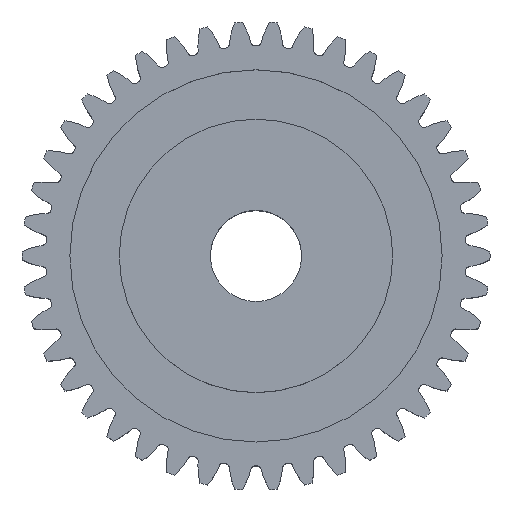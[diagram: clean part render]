
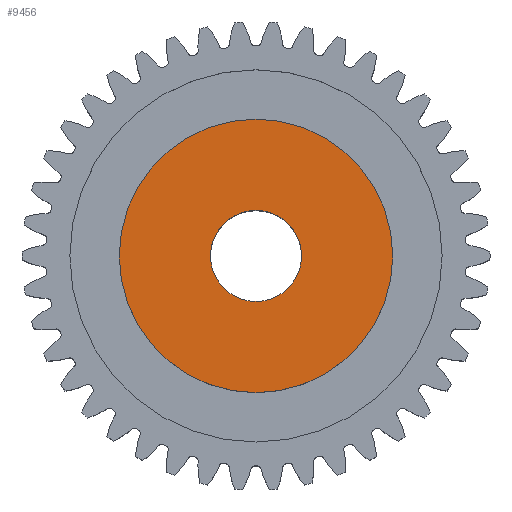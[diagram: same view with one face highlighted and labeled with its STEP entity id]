
A CAD part, top view. The second image highlights one B-rep face of the part: STEP entity #9456.
In plain terms, the highlighted planar face has unit normal (0, 0, 1).
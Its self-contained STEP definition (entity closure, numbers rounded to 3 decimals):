
#1120 = VERTEX_POINT ( 'NONE', #4475 ) ;
#1121 = VERTEX_POINT ( 'NONE', #4453 ) ;
#1124 = EDGE_CURVE ( 'NONE', #1121, #1120, #4474, .T. ) ;
#1394 = VERTEX_POINT ( 'NONE', #4911 ) ;
#1399 = VERTEX_POINT ( 'NONE', #4534 ) ;
#1408 = EDGE_CURVE ( 'NONE', #1399, #1394, #4166, .T. ) ;
#4160 = AXIS2_PLACEMENT_3D ( 'NONE', #4168, #4170, #4167 ) ;
#4166 = CIRCLE ( 'NONE', #4160, 9. ) ;
#4167 = DIRECTION ( 'NONE',  ( 1., 0., 0. ) ) ;
#4168 = CARTESIAN_POINT ( 'NONE',  ( 0., 0., 6. ) ) ;
#4170 = DIRECTION ( 'NONE',  ( 0., 0., 1. ) ) ;
#4452 = AXIS2_PLACEMENT_3D ( 'NONE', #4495, #4488, #4487 ) ;
#4453 = CARTESIAN_POINT ( 'NONE',  ( -3., 0., 6. ) ) ;
#4474 = CIRCLE ( 'NONE', #4452, 3. ) ;
#4475 = CARTESIAN_POINT ( 'NONE',  ( 3., 0., 6. ) ) ;
#4487 = DIRECTION ( 'NONE',  ( 1., 0., 0. ) ) ;
#4488 = DIRECTION ( 'NONE',  ( 0., 0., 1. ) ) ;
#4495 = CARTESIAN_POINT ( 'NONE',  ( 0., 0., 6. ) ) ;
#4534 = CARTESIAN_POINT ( 'NONE',  ( 9., 0., 6. ) ) ;
#4911 = CARTESIAN_POINT ( 'NONE',  ( -9., 0., 6. ) ) ;
#7101 = DIRECTION ( 'NONE',  ( 1., 0., 0. ) ) ;
#7103 = DIRECTION ( 'NONE',  ( 0., 0., 1. ) ) ;
#7104 = AXIS2_PLACEMENT_3D ( 'NONE', #7119, #7103, #7101 ) ;
#7113 = PLANE ( 'NONE',  #7104 ) ;
#7119 = CARTESIAN_POINT ( 'NONE',  ( 0., 0., 6. ) ) ;
#7259 = CIRCLE ( 'NONE', #7453, 3. ) ;
#7450 = DIRECTION ( 'NONE',  ( 1., 0., 0. ) ) ;
#7451 = DIRECTION ( 'NONE',  ( 0., 0., 1. ) ) ;
#7452 = CARTESIAN_POINT ( 'NONE',  ( 0., 0., 6. ) ) ;
#7453 = AXIS2_PLACEMENT_3D ( 'NONE', #7452, #7451, #7450 ) ;
#7465 = FACE_BOUND ( 'NONE', #9662, .T. ) ;
#7470 = FACE_OUTER_BOUND ( 'NONE', #9455, .T. ) ;
#8069 = DIRECTION ( 'NONE',  ( 1., 0., 0. ) ) ;
#8070 = DIRECTION ( 'NONE',  ( 0., 0., 1. ) ) ;
#8071 = CARTESIAN_POINT ( 'NONE',  ( 0., 0., 6. ) ) ;
#8072 = AXIS2_PLACEMENT_3D ( 'NONE', #8071, #8070, #8069 ) ;
#8086 = CIRCLE ( 'NONE', #8072, 9. ) ;
#9454 = EDGE_CURVE ( 'NONE', #1120, #1121, #7259, .T. ) ;
#9455 = EDGE_LOOP ( 'NONE', ( #9457, #9651 ) ) ;
#9456 = ADVANCED_FACE ( 'NONE', ( #7465, #7470 ), #7113, .T. ) ;
#9457 = ORIENTED_EDGE ( 'NONE', *, *, #9650, .T. ) ;
#9458 = ORIENTED_EDGE ( 'NONE', *, *, #1124, .F. ) ;
#9650 = EDGE_CURVE ( 'NONE', #1394, #1399, #8086, .T. ) ;
#9651 = ORIENTED_EDGE ( 'NONE', *, *, #1408, .T. ) ;
#9662 = EDGE_LOOP ( 'NONE', ( #9715, #9458 ) ) ;
#9715 = ORIENTED_EDGE ( 'NONE', *, *, #9454, .F. ) ;
